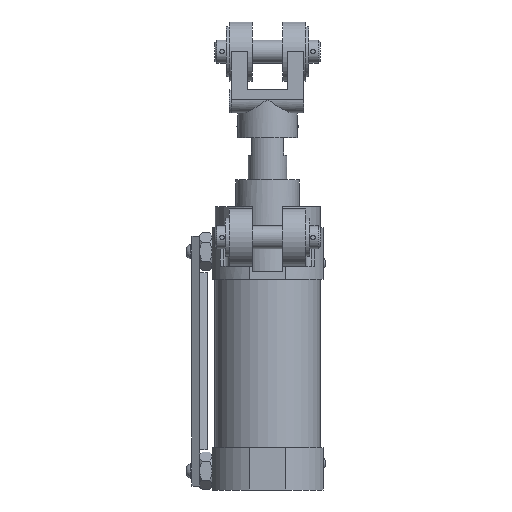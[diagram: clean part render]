
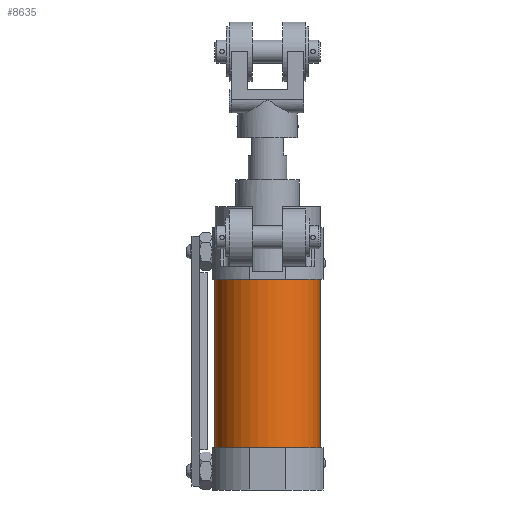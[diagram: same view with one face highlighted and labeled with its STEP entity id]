
A CAD part, front view. The second image highlights one B-rep face of the part: STEP entity #8635.
In plain terms, the highlighted cylindrical face has radius 27.5 mm (diameter 55 mm), a full revolution.
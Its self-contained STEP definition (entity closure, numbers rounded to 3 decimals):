
#2064=ORIENTED_EDGE('',*,*,#4511,.F.);
#2065=ORIENTED_EDGE('',*,*,#4506,.T.);
#4506=EDGE_CURVE('',#5718,#5718,#6476,.T.);
#4511=EDGE_CURVE('',#5719,#5719,#6477,.T.);
#5718=VERTEX_POINT('',#13626);
#5719=VERTEX_POINT('',#13633);
#6476=CIRCLE('',#9359,27.5);
#6477=CIRCLE('',#9361,27.5);
#6882=EDGE_LOOP('',(#2064));
#6883=EDGE_LOOP('',(#2065));
#7691=FACE_BOUND('',#6882,.T.);
#7692=FACE_BOUND('',#6883,.T.);
#8459=CYLINDRICAL_SURFACE('',#9360,27.5);
#8635=ADVANCED_FACE('',(#7691,#7692),#8459,.T.);
#9359=AXIS2_PLACEMENT_3D('',#13625,#10660,#10661);
#9360=AXIS2_PLACEMENT_3D('',#13631,#10666,#10667);
#9361=AXIS2_PLACEMENT_3D('',#13632,#10668,#10669);
#10660=DIRECTION('',(0.,0.,-1.));
#10661=DIRECTION('',(-1.,0.,0.));
#10666=DIRECTION('',(0.,0.,-1.));
#10667=DIRECTION('',(-1.,0.,0.));
#10668=DIRECTION('',(0.,0.,-1.));
#10669=DIRECTION('',(-1.,0.,0.));
#13625=CARTESIAN_POINT('',(0.,0.,140.));
#13626=CARTESIAN_POINT('',(-27.5,0.,140.));
#13631=CARTESIAN_POINT('',(0.,0.,0.));
#13632=CARTESIAN_POINT('',(0.,0.,52.));
#13633=CARTESIAN_POINT('',(-27.5,0.,52.));
